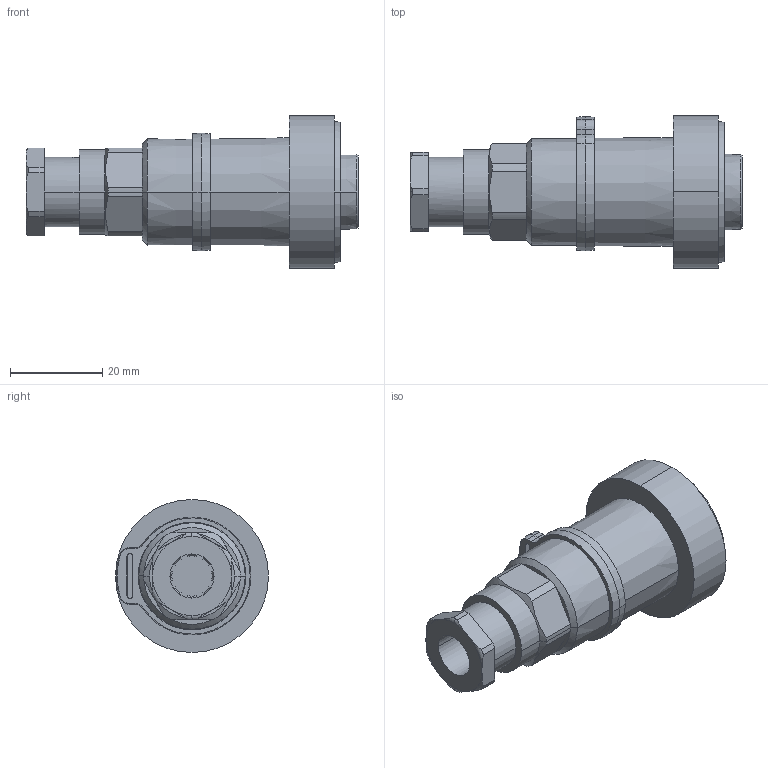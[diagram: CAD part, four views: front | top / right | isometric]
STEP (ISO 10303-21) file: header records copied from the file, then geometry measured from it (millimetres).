
FILE_DESCRIPTION(('STEP AP242'),'1');
FILE_NAME('px0728_s.stp','2024-04-03T19:41:08',('TraceParts'),('TraceParts S.A.'),'Spatial InterOp 3D',' ',' ');
FILE_SCHEMA(('AP242_MANAGED_MODEL_BASED_3D_ENGINEERING_MIM_LF {1 0 10303 442 1 1 4}'));
Length unit declared in the file: millimetre
Products named in the file (1): px0728_s_1
Bounding box: 71.91 x 33.15 x 33.15 mm (x, y, z)
Volume: 27734.7 mm3; surface area: 11016.1 mm2
Topology: 2 solids, 3 shells, 429 faces, 1111 edges, 724 vertices
Faces by surface type: plane 282, cylinder 73, cone 54, bspline 12, torus 8
Entity records: 16183 total; most frequent: CARTESIAN_POINT 5718, ORIENTED_EDGE 2222, DIRECTION 2066, EDGE_CURVE 1111, LINE 746, VECTOR 746, VERTEX_POINT 724, AXIS2_PLACEMENT_3D 660
